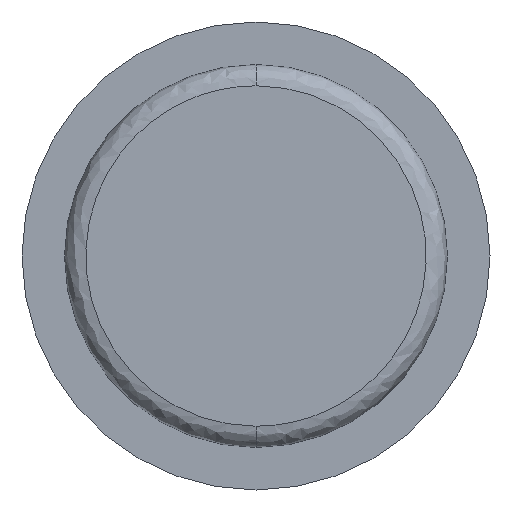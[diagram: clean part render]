
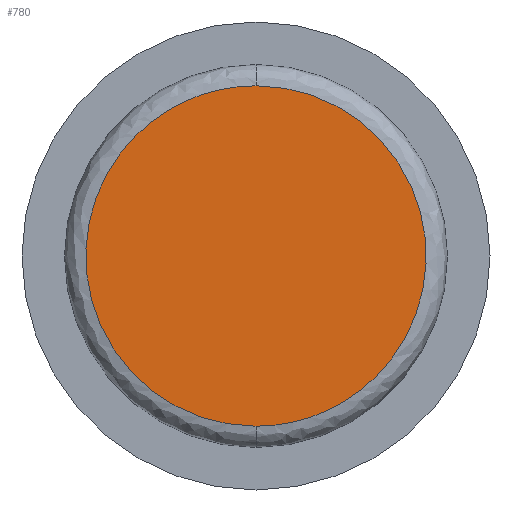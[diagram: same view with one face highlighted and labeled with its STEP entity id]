
A CAD part, front view. The second image highlights one B-rep face of the part: STEP entity #780.
In plain terms, the highlighted planar face has unit normal (0, -1, 0).
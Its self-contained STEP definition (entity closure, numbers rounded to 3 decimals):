
#31 = FACE_OUTER_BOUND ( 'NONE', #34, .T. ) ;
#34 = EDGE_LOOP ( 'NONE', ( #107, #857 ) ) ;
#37 = DIRECTION ( 'NONE',  ( 0., 0., -1. ) ) ;
#98 = CARTESIAN_POINT ( 'NONE',  ( 0., -2., -16. ) ) ;
#107 = ORIENTED_EDGE ( 'NONE', *, *, #365, .F. ) ;
#138 = CARTESIAN_POINT ( 'NONE',  ( 0., -2., -16. ) ) ;
#161 =( BOUNDED_CURVE ( )  B_SPLINE_CURVE ( 3, ( #647, #449, #638, #98 ),
 .UNSPECIFIED., .F., .T. ) 
 B_SPLINE_CURVE_WITH_KNOTS ( ( 4, 4 ),
 ( 0.25, 0.75 ),
 .UNSPECIFIED. ) 
 CURVE ( )  GEOMETRIC_REPRESENTATION_ITEM ( )  RATIONAL_B_SPLINE_CURVE ( ( 1., 0.333, 0.333, 1. ) ) 
 REPRESENTATION_ITEM ( '' )  );
#262 = CARTESIAN_POINT ( 'NONE',  ( 0., -2., -16. ) ) ;
#263 = CARTESIAN_POINT ( 'NONE',  ( 0., -2., 16. ) ) ;
#271 = EDGE_CURVE ( 'NONE', #632, #725, #161, .T. ) ;
#365 = EDGE_CURVE ( 'NONE', #725, #632, #507, .T. ) ;
#401 = CARTESIAN_POINT ( 'NONE',  ( -32., -2., 16. ) ) ;
#408 = CARTESIAN_POINT ( 'NONE',  ( -32., -2., -16. ) ) ;
#409 = CARTESIAN_POINT ( 'NONE',  ( 0., -2., 16. ) ) ;
#447 = CARTESIAN_POINT ( 'NONE',  ( -8., -2., 0. ) ) ;
#449 = CARTESIAN_POINT ( 'NONE',  ( 32., -2., 16. ) ) ;
#507 =( BOUNDED_CURVE ( )  B_SPLINE_CURVE ( 3, ( #262, #408, #401, #263 ),
 .UNSPECIFIED., .F., .T. ) 
 B_SPLINE_CURVE_WITH_KNOTS ( ( 4, 4 ),
 ( 0.75, 1.25 ),
 .UNSPECIFIED. ) 
 CURVE ( )  GEOMETRIC_REPRESENTATION_ITEM ( )  RATIONAL_B_SPLINE_CURVE ( ( 1., 0.333, 0.333, 1. ) ) 
 REPRESENTATION_ITEM ( '' )  );
#554 = AXIS2_PLACEMENT_3D ( 'NONE', #447, #777, #37 ) ;
#632 = VERTEX_POINT ( 'NONE', #409 ) ;
#638 = CARTESIAN_POINT ( 'NONE',  ( 32., -2., -16. ) ) ;
#647 = CARTESIAN_POINT ( 'NONE',  ( 0., -2., 16. ) ) ;
#652 = PLANE ( 'NONE',  #554 ) ;
#725 = VERTEX_POINT ( 'NONE', #138 ) ;
#777 = DIRECTION ( 'NONE',  ( 0., -1., 0. ) ) ;
#780 = ADVANCED_FACE ( 'NONE', ( #31 ), #652, .T. ) ;
#857 = ORIENTED_EDGE ( 'NONE', *, *, #271, .F. ) ;
